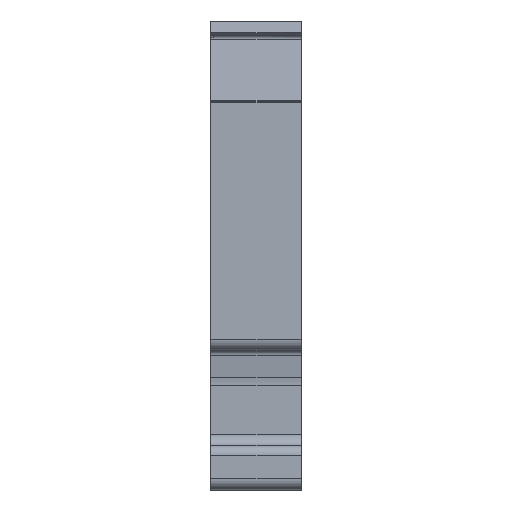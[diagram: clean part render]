
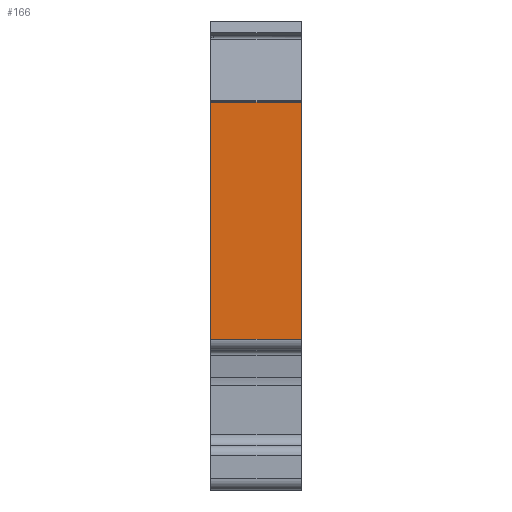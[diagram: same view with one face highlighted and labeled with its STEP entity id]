
A CAD part, left-side view. The second image highlights one B-rep face of the part: STEP entity #166.
In plain terms, the highlighted planar face has unit normal (-1, 0, 0).
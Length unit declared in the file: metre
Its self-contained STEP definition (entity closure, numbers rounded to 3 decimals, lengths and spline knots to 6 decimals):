
#166 = ADVANCED_FACE( '', ( #479 ), #480, .F. );
#479 = FACE_OUTER_BOUND( '', #918, .T. );
#480 = PLANE( '', #919 );
#918 = EDGE_LOOP( '', ( #2074, #2075, #2076, #2077 ) );
#919 = AXIS2_PLACEMENT_3D( '', #2078, #2079, #2080 );
#2074 = ORIENTED_EDGE( '', *, *, #3167, .F. );
#2075 = ORIENTED_EDGE( '', *, *, #3430, .F. );
#2076 = ORIENTED_EDGE( '', *, *, #3071, .T. );
#2077 = ORIENTED_EDGE( '', *, *, #3431, .T. );
#2078 = CARTESIAN_POINT( '', ( -0.0289, 0.00815, -0.0075 ) );
#2079 = DIRECTION( '', ( 1., 0., 0. ) );
#2080 = DIRECTION( '', ( 0., 1., 0. ) );
#3071 = EDGE_CURVE( '', #3714, #3712, #3715, .T. );
#3167 = EDGE_CURVE( '', #3898, #3900, #3901, .F. );
#3430 = EDGE_CURVE( '', #3714, #3898, #4333, .F. );
#3431 = EDGE_CURVE( '', #3712, #3900, #4334, .T. );
#3712 = VERTEX_POINT( '', #4743 );
#3714 = VERTEX_POINT( '', #4745 );
#3715 = LINE( '', #4746, #4747 );
#3898 = VERTEX_POINT( '', #5000 );
#3900 = VERTEX_POINT( '', #5003 );
#3901 = LINE( '', #5004, #5005 );
#4333 = LINE( '', #5654, #5655 );
#4334 = LINE( '', #5656, #5657 );
#4743 = CARTESIAN_POINT( '', ( -0.0289, 0.00815, -0.0075 ) );
#4745 = CARTESIAN_POINT( '', ( -0.0289, 0.00815, 0.013863 ) );
#4746 = CARTESIAN_POINT( '', ( -0.0289, 0.00815, -0.0075 ) );
#4747 = VECTOR( '', #6251, 1. );
#5000 = CARTESIAN_POINT( '', ( -0.0289, 0., 0.013863 ) );
#5003 = CARTESIAN_POINT( '', ( -0.0289, 0., -0.0075 ) );
#5004 = CARTESIAN_POINT( '', ( -0.0289, 0., 0.0205 ) );
#5005 = VECTOR( '', #6395, 1. );
#5654 = CARTESIAN_POINT( '', ( -0.0289, 0.00815, 0.013863 ) );
#5655 = VECTOR( '', #6748, 1. );
#5656 = CARTESIAN_POINT( '', ( -0.0289, 0.00815, -0.0075 ) );
#5657 = VECTOR( '', #6749, 1. );
#6251 = DIRECTION( '', ( 0., 0., -1. ) );
#6395 = DIRECTION( '', ( 0., 0., 1. ) );
#6748 = DIRECTION( '', ( 0., 1., 0. ) );
#6749 = DIRECTION( '', ( 0., -1., 0. ) );
